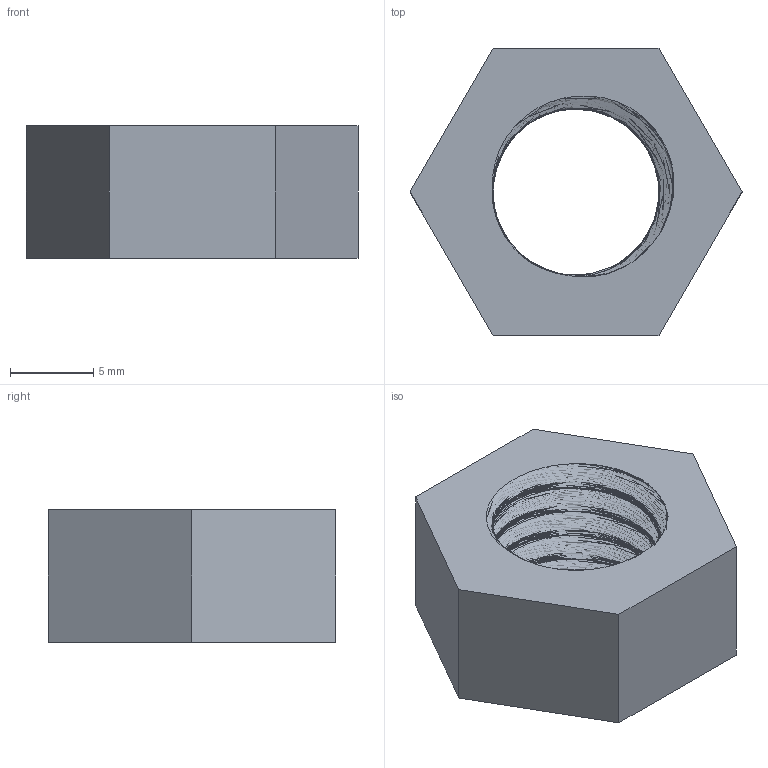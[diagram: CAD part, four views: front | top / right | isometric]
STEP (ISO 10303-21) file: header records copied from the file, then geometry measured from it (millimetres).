
FILE_DESCRIPTION(('FreeCAD Model'),'2;1');
FILE_NAME('Open CASCADE Shape Model','2024-09-06T22:40:21',(''),(''), 'Open CASCADE STEP processor 7.6','FreeCAD','Unknown');
FILE_SCHEMA(('AUTOMOTIVE_DESIGN { 1 0 10303 214 1 1 1 1 }'));
Length unit declared in the file: millimetre
Products named in the file (1): Body_Nut
Bounding box: 20 x 17.32 x 8 mm (x, y, z)
Volume: 1322.1 mm3; surface area: 1267.8 mm2
Topology: 1 solids, 1 shells, 13 faces, 29 edges, 18 vertices
Faces by surface type: plane 8, bspline 5
Entity records: 11906 total; most frequent: CARTESIAN_POINT 11627, ORIENTED_EDGE 58, DIRECTION 36, EDGE_CURVE 29, VERTEX_POINT 18, LINE 18, VECTOR 18, FACE_BOUND 15
